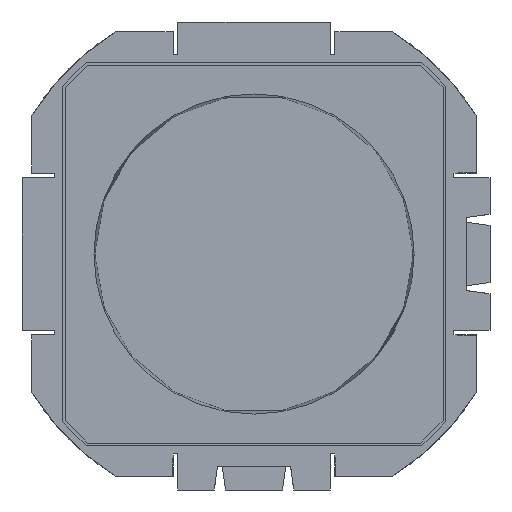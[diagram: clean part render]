
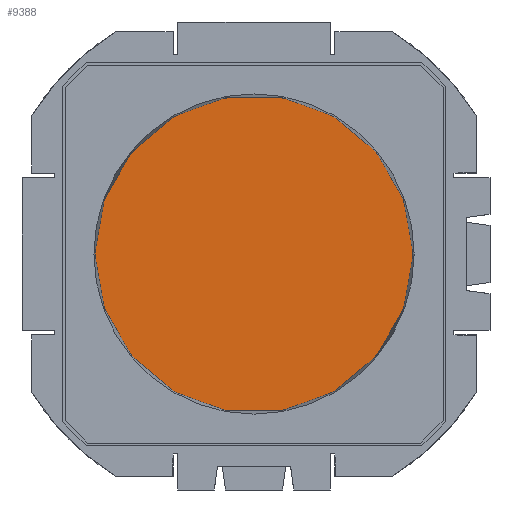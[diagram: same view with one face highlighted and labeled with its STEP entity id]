
A CAD part, front view. The second image highlights one B-rep face of the part: STEP entity #9388.
In plain terms, the highlighted planar face has unit normal (0, -1, 0).
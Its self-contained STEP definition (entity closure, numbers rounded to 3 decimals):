
#654=CIRCLE('',#10087,100.15);
#655=CIRCLE('',#10088,100.15);
#1115=FACE_OUTER_BOUND('',#1614,.T.);
#1614=EDGE_LOOP('',(#8024,#8025));
#4175=VERTEX_POINT('',#18260);
#4176=VERTEX_POINT('',#18261);
#5468=EDGE_CURVE('',#4175,#4176,#654,.T.);
#5470=EDGE_CURVE('',#4176,#4175,#655,.T.);
#8024=ORIENTED_EDGE('',*,*,#5468,.F.);
#8025=ORIENTED_EDGE('',*,*,#5470,.F.);
#8436=PLANE('',#10100);
#9388=ADVANCED_FACE('',(#1115),#8436,.T.);
#10087=AXIS2_PLACEMENT_3D('',#18262,#12201,#12202);
#10088=AXIS2_PLACEMENT_3D('',#18264,#12204,#12205);
#10100=AXIS2_PLACEMENT_3D('',#18285,#12230,#12231);
#12201=DIRECTION('center_axis',(0.,1.,0.));
#12202=DIRECTION('ref_axis',(1.,0.,0.));
#12204=DIRECTION('center_axis',(0.,1.,0.));
#12205=DIRECTION('ref_axis',(1.,0.,0.));
#12230=DIRECTION('center_axis',(0.,-1.,0.));
#12231=DIRECTION('ref_axis',(0.,0.,-1.));
#18260=CARTESIAN_POINT('',(86.051,-4.5,-51.237));
#18261=CARTESIAN_POINT('',(-100.15,-4.5,0.));
#18262=CARTESIAN_POINT('Origin',(0.,-4.5,0.));
#18264=CARTESIAN_POINT('Origin',(0.,-4.5,0.));
#18285=CARTESIAN_POINT('Origin',(-50.075,-4.5,0.));
